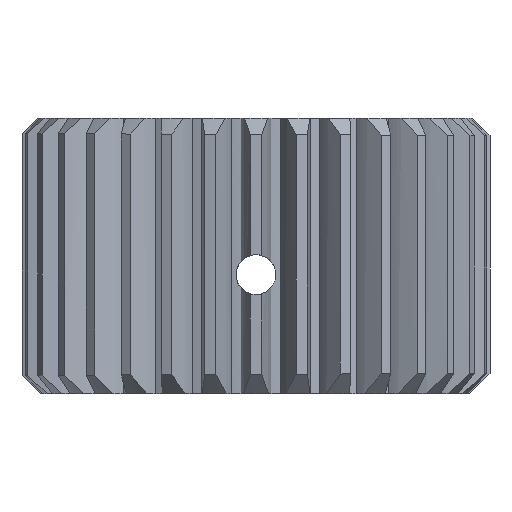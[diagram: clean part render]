
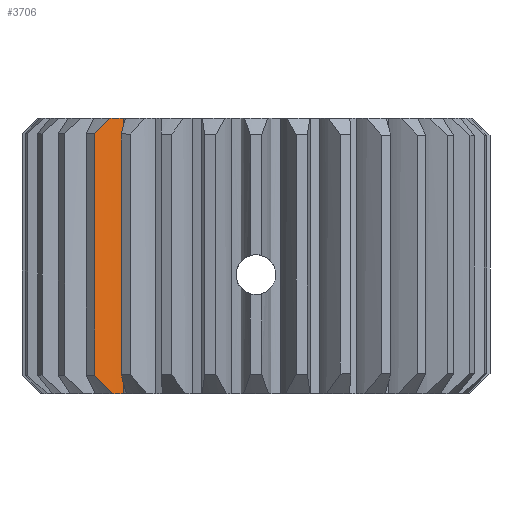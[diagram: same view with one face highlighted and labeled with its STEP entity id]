
A CAD part, left-side view. The second image highlights one B-rep face of the part: STEP entity #3706.
In plain terms, the highlighted cylindrical face has radius 10.271 mm (diameter 20.542 mm), a partial arc.
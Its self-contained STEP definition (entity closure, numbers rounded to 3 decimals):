
#30=LINE('',#6726,#170);
#31=LINE('',#6730,#171);
#170=VECTOR('',#4614,10.);
#171=VECTOR('',#4617,10.);
#306=CYLINDRICAL_SURFACE('',#3999,10.271);
#506=FACE_OUTER_BOUND('',#709,.T.);
#709=EDGE_LOOP('',(#2629,#2630,#2631,#2632,#2633,#2634));
#915=CIRCLE('',#4000,10.271);
#916=CIRCLE('',#4001,10.271);
#1181=B_SPLINE_CURVE_WITH_KNOTS('',3,(#5909,#5910,#5911,#5912),
 .UNSPECIFIED.,.F.,.F.,(4,4),(5.616,5.774),
 .UNSPECIFIED.);
#1286=B_SPLINE_CURVE_WITH_KNOTS('',3,(#6610,#6611,#6612,#6613),
 .UNSPECIFIED.,.F.,.F.,(4,4),(1.517,1.706),
 .UNSPECIFIED.);
#1423=VERTEX_POINT('',#5907);
#1424=VERTEX_POINT('',#5908);
#1563=VERTEX_POINT('',#6608);
#1564=VERTEX_POINT('',#6609);
#1587=VERTEX_POINT('',#6727);
#1588=VERTEX_POINT('',#6729);
#1833=EDGE_CURVE('',#1423,#1424,#1181,.T.);
#1973=EDGE_CURVE('',#1563,#1564,#1286,.T.);
#2005=EDGE_CURVE('',#1564,#1423,#30,.T.);
#2006=EDGE_CURVE('',#1587,#1563,#915,.T.);
#2007=EDGE_CURVE('',#1587,#1588,#31,.T.);
#2008=EDGE_CURVE('',#1424,#1588,#916,.T.);
#2629=ORIENTED_EDGE('',*,*,#1833,.F.);
#2630=ORIENTED_EDGE('',*,*,#2005,.F.);
#2631=ORIENTED_EDGE('',*,*,#1973,.F.);
#2632=ORIENTED_EDGE('',*,*,#2006,.F.);
#2633=ORIENTED_EDGE('',*,*,#2007,.T.);
#2634=ORIENTED_EDGE('',*,*,#2008,.F.);
#3706=ADVANCED_FACE('',(#506),#306,.T.);
#3999=AXIS2_PLACEMENT_3D('',#6725,#4612,#4613);
#4000=AXIS2_PLACEMENT_3D('',#6728,#4615,#4616);
#4001=AXIS2_PLACEMENT_3D('',#6731,#4618,#4619);
#4612=DIRECTION('center_axis',(0.,0.,1.));
#4613=DIRECTION('ref_axis',(-0.816,-0.579,0.));
#4614=DIRECTION('',(0.,0.,1.));
#4615=DIRECTION('center_axis',(0.,0.,-1.));
#4616=DIRECTION('ref_axis',(-0.816,-0.579,0.));
#4617=DIRECTION('',(0.,0.,1.));
#4618=DIRECTION('center_axis',(0.,0.,1.));
#4619=DIRECTION('ref_axis',(-0.816,-0.579,0.));
#5907=CARTESIAN_POINT('',(-12.312,11.722,18.87));
#5908=CARTESIAN_POINT('',(-11.789,10.623,20.));
#5909=CARTESIAN_POINT('Ctrl Pts',(-12.312,11.722,18.87));
#5910=CARTESIAN_POINT('Ctrl Pts',(-12.158,11.343,19.243));
#5911=CARTESIAN_POINT('Ctrl Pts',(-11.983,10.975,19.62));
#5912=CARTESIAN_POINT('Ctrl Pts',(-11.789,10.623,20.));
#6608=CARTESIAN_POINT('',(-11.672,10.416,0.));
#6609=CARTESIAN_POINT('',(-12.312,11.722,1.355));
#6610=CARTESIAN_POINT('Ctrl Pts',(-11.672,10.416,0.));
#6611=CARTESIAN_POINT('Ctrl Pts',(-11.913,10.831,0.456));
#6612=CARTESIAN_POINT('Ctrl Pts',(-12.128,11.268,0.909));
#6613=CARTESIAN_POINT('Ctrl Pts',(-12.312,11.722,1.355));
#6725=CARTESIAN_POINT('Origin',(-2.793,15.578,0.));
#6726=CARTESIAN_POINT('',(-12.312,11.722,0.));
#6727=CARTESIAN_POINT('',(-11.169,9.634,0.));
#6728=CARTESIAN_POINT('Origin',(-2.793,15.578,0.));
#6729=CARTESIAN_POINT('',(-11.169,9.634,20.));
#6730=CARTESIAN_POINT('',(-11.169,9.634,0.));
#6731=CARTESIAN_POINT('Origin',(-2.793,15.578,20.));
